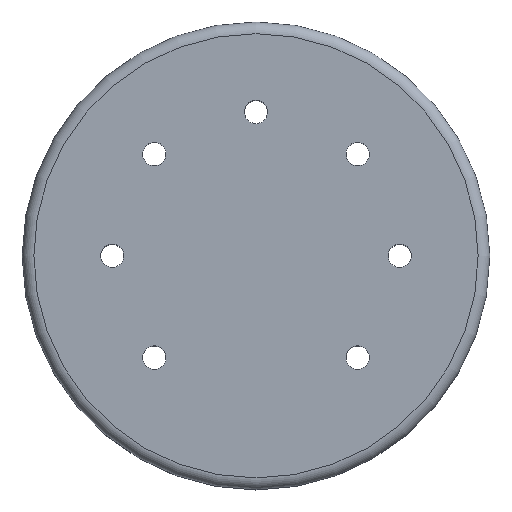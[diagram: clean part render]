
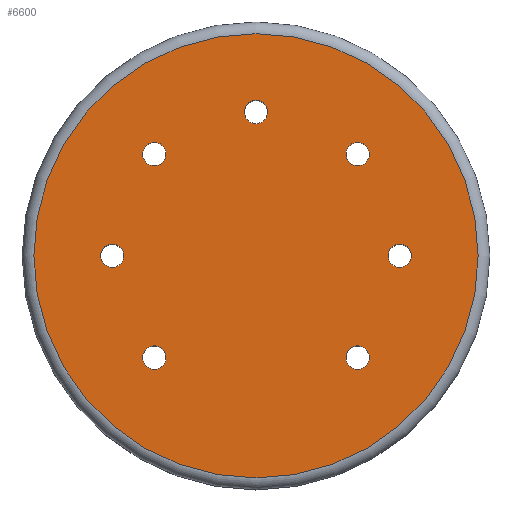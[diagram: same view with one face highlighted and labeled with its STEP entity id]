
A CAD part, top view. The second image highlights one B-rep face of the part: STEP entity #6600.
In plain terms, the highlighted planar face has unit normal (0, 0, 1).
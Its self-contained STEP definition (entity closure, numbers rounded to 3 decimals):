
#312 = CYLINDRICAL_SURFACE('',#313,0.5);
#313 = AXIS2_PLACEMENT_3D('',#314,#315,#316);
#314 = CARTESIAN_POINT('',(-4.351,-4.351,0.));
#315 = DIRECTION('',(-0.,-0.,-1.));
#316 = DIRECTION('',(1.,0.,0.));
#343 = CYLINDRICAL_SURFACE('',#344,0.5);
#344 = AXIS2_PLACEMENT_3D('',#345,#346,#347);
#345 = CARTESIAN_POINT('',(-6.153,0.,0.));
#346 = DIRECTION('',(-0.,-0.,-1.));
#347 = DIRECTION('',(1.,0.,0.));
#374 = CYLINDRICAL_SURFACE('',#375,0.5);
#375 = AXIS2_PLACEMENT_3D('',#376,#377,#378);
#376 = CARTESIAN_POINT('',(4.351,-4.351,0.));
#377 = DIRECTION('',(-0.,-0.,-1.));
#378 = DIRECTION('',(1.,0.,0.));
#440 = CYLINDRICAL_SURFACE('',#441,0.5);
#441 = AXIS2_PLACEMENT_3D('',#442,#443,#444);
#442 = CARTESIAN_POINT('',(6.153,0.,0.));
#443 = DIRECTION('',(-0.,-0.,-1.));
#444 = DIRECTION('',(1.,0.,0.));
#471 = CYLINDRICAL_SURFACE('',#472,0.5);
#472 = AXIS2_PLACEMENT_3D('',#473,#474,#475);
#473 = CARTESIAN_POINT('',(-4.351,4.351,0.));
#474 = DIRECTION('',(-0.,-0.,-1.));
#475 = DIRECTION('',(1.,0.,0.));
#502 = CYLINDRICAL_SURFACE('',#503,0.5);
#503 = AXIS2_PLACEMENT_3D('',#504,#505,#506);
#504 = CARTESIAN_POINT('',(4.351,4.351,0.));
#505 = DIRECTION('',(-0.,-0.,-1.));
#506 = DIRECTION('',(1.,0.,0.));
#533 = CYLINDRICAL_SURFACE('',#534,0.5);
#534 = AXIS2_PLACEMENT_3D('',#535,#536,#537);
#535 = CARTESIAN_POINT('',(0.,6.153,0.));
#536 = DIRECTION('',(-0.,-0.,-1.));
#537 = DIRECTION('',(1.,0.,0.));
#2573 = VERTEX_POINT('',#2574);
#2574 = CARTESIAN_POINT('',(-3.851,-4.351,9.5));
#2595 = EDGE_CURVE('',#2573,#2573,#2596,.T.);
#2596 = SURFACE_CURVE('',#2597,(#2602,#2609),.PCURVE_S1.);
#2597 = CIRCLE('',#2598,0.5);
#2598 = AXIS2_PLACEMENT_3D('',#2599,#2600,#2601);
#2599 = CARTESIAN_POINT('',(-4.351,-4.351,9.5));
#2600 = DIRECTION('',(0.,0.,1.));
#2601 = DIRECTION('',(1.,0.,0.));
#2602 = PCURVE('',#312,#2603);
#2603 = DEFINITIONAL_REPRESENTATION('',(#2604),#2608);
#2604 = LINE('',#2605,#2606);
#2605 = CARTESIAN_POINT('',(-0.,-9.5));
#2606 = VECTOR('',#2607,1.);
#2607 = DIRECTION('',(-1.,0.));
#2608 = ( GEOMETRIC_REPRESENTATION_CONTEXT(2) 
PARAMETRIC_REPRESENTATION_CONTEXT() REPRESENTATION_CONTEXT('2D SPACE',''
  ) );
#2609 = PCURVE('',#2610,#2615);
#2610 = PLANE('',#2611);
#2611 = AXIS2_PLACEMENT_3D('',#2612,#2613,#2614);
#2612 = CARTESIAN_POINT('',(0.,0.,9.5)
  );
#2613 = DIRECTION('',(0.,0.,1.));
#2614 = DIRECTION('',(1.,0.,0.));
#2615 = DEFINITIONAL_REPRESENTATION('',(#2616),#2620);
#2616 = CIRCLE('',#2617,0.5);
#2617 = AXIS2_PLACEMENT_2D('',#2618,#2619);
#2618 = CARTESIAN_POINT('',(-4.351,-4.351));
#2619 = DIRECTION('',(1.,0.));
#2620 = ( GEOMETRIC_REPRESENTATION_CONTEXT(2) 
PARAMETRIC_REPRESENTATION_CONTEXT() REPRESENTATION_CONTEXT('2D SPACE',''
  ) );
#2628 = VERTEX_POINT('',#2629);
#2629 = CARTESIAN_POINT('',(-5.653,0.,9.5));
#2650 = EDGE_CURVE('',#2628,#2628,#2651,.T.);
#2651 = SURFACE_CURVE('',#2652,(#2657,#2664),.PCURVE_S1.);
#2652 = CIRCLE('',#2653,0.5);
#2653 = AXIS2_PLACEMENT_3D('',#2654,#2655,#2656);
#2654 = CARTESIAN_POINT('',(-6.153,0.,9.5));
#2655 = DIRECTION('',(0.,0.,1.));
#2656 = DIRECTION('',(1.,0.,0.));
#2657 = PCURVE('',#343,#2658);
#2658 = DEFINITIONAL_REPRESENTATION('',(#2659),#2663);
#2659 = LINE('',#2660,#2661);
#2660 = CARTESIAN_POINT('',(-0.,-9.5));
#2661 = VECTOR('',#2662,1.);
#2662 = DIRECTION('',(-1.,0.));
#2663 = ( GEOMETRIC_REPRESENTATION_CONTEXT(2) 
PARAMETRIC_REPRESENTATION_CONTEXT() REPRESENTATION_CONTEXT('2D SPACE',''
  ) );
#2664 = PCURVE('',#2610,#2665);
#2665 = DEFINITIONAL_REPRESENTATION('',(#2666),#2670);
#2666 = CIRCLE('',#2667,0.5);
#2667 = AXIS2_PLACEMENT_2D('',#2668,#2669);
#2668 = CARTESIAN_POINT('',(-6.153,0.));
#2669 = DIRECTION('',(1.,0.));
#2670 = ( GEOMETRIC_REPRESENTATION_CONTEXT(2) 
PARAMETRIC_REPRESENTATION_CONTEXT() REPRESENTATION_CONTEXT('2D SPACE',''
  ) );
#2678 = VERTEX_POINT('',#2679);
#2679 = CARTESIAN_POINT('',(4.851,-4.351,9.5));
#2700 = EDGE_CURVE('',#2678,#2678,#2701,.T.);
#2701 = SURFACE_CURVE('',#2702,(#2707,#2714),.PCURVE_S1.);
#2702 = CIRCLE('',#2703,0.5);
#2703 = AXIS2_PLACEMENT_3D('',#2704,#2705,#2706);
#2704 = CARTESIAN_POINT('',(4.351,-4.351,9.5));
#2705 = DIRECTION('',(0.,0.,1.));
#2706 = DIRECTION('',(1.,0.,0.));
#2707 = PCURVE('',#374,#2708);
#2708 = DEFINITIONAL_REPRESENTATION('',(#2709),#2713);
#2709 = LINE('',#2710,#2711);
#2710 = CARTESIAN_POINT('',(-0.,-9.5));
#2711 = VECTOR('',#2712,1.);
#2712 = DIRECTION('',(-1.,0.));
#2713 = ( GEOMETRIC_REPRESENTATION_CONTEXT(2) 
PARAMETRIC_REPRESENTATION_CONTEXT() REPRESENTATION_CONTEXT('2D SPACE',''
  ) );
#2714 = PCURVE('',#2610,#2715);
#2715 = DEFINITIONAL_REPRESENTATION('',(#2716),#2720);
#2716 = CIRCLE('',#2717,0.5);
#2717 = AXIS2_PLACEMENT_2D('',#2718,#2719);
#2718 = CARTESIAN_POINT('',(4.351,-4.351));
#2719 = DIRECTION('',(1.,0.));
#2720 = ( GEOMETRIC_REPRESENTATION_CONTEXT(2) 
PARAMETRIC_REPRESENTATION_CONTEXT() REPRESENTATION_CONTEXT('2D SPACE',''
  ) );
#2793 = VERTEX_POINT('',#2794);
#2794 = CARTESIAN_POINT('',(6.653,0.,9.5));
#2815 = EDGE_CURVE('',#2793,#2793,#2816,.T.);
#2816 = SURFACE_CURVE('',#2817,(#2822,#2829),.PCURVE_S1.);
#2817 = CIRCLE('',#2818,0.5);
#2818 = AXIS2_PLACEMENT_3D('',#2819,#2820,#2821);
#2819 = CARTESIAN_POINT('',(6.153,0.,9.5));
#2820 = DIRECTION('',(0.,0.,1.));
#2821 = DIRECTION('',(1.,0.,0.));
#2822 = PCURVE('',#440,#2823);
#2823 = DEFINITIONAL_REPRESENTATION('',(#2824),#2828);
#2824 = LINE('',#2825,#2826);
#2825 = CARTESIAN_POINT('',(-0.,-9.5));
#2826 = VECTOR('',#2827,1.);
#2827 = DIRECTION('',(-1.,0.));
#2828 = ( GEOMETRIC_REPRESENTATION_CONTEXT(2) 
PARAMETRIC_REPRESENTATION_CONTEXT() REPRESENTATION_CONTEXT('2D SPACE',''
  ) );
#2829 = PCURVE('',#2610,#2830);
#2830 = DEFINITIONAL_REPRESENTATION('',(#2831),#2835);
#2831 = CIRCLE('',#2832,0.5);
#2832 = AXIS2_PLACEMENT_2D('',#2833,#2834);
#2833 = CARTESIAN_POINT('',(6.153,0.));
#2834 = DIRECTION('',(1.,0.));
#2835 = ( GEOMETRIC_REPRESENTATION_CONTEXT(2) 
PARAMETRIC_REPRESENTATION_CONTEXT() REPRESENTATION_CONTEXT('2D SPACE',''
  ) );
#2843 = VERTEX_POINT('',#2844);
#2844 = CARTESIAN_POINT('',(-3.851,4.351,9.5));
#2865 = EDGE_CURVE('',#2843,#2843,#2866,.T.);
#2866 = SURFACE_CURVE('',#2867,(#2872,#2879),.PCURVE_S1.);
#2867 = CIRCLE('',#2868,0.5);
#2868 = AXIS2_PLACEMENT_3D('',#2869,#2870,#2871);
#2869 = CARTESIAN_POINT('',(-4.351,4.351,9.5));
#2870 = DIRECTION('',(0.,0.,1.));
#2871 = DIRECTION('',(1.,0.,0.));
#2872 = PCURVE('',#471,#2873);
#2873 = DEFINITIONAL_REPRESENTATION('',(#2874),#2878);
#2874 = LINE('',#2875,#2876);
#2875 = CARTESIAN_POINT('',(-0.,-9.5));
#2876 = VECTOR('',#2877,1.);
#2877 = DIRECTION('',(-1.,0.));
#2878 = ( GEOMETRIC_REPRESENTATION_CONTEXT(2) 
PARAMETRIC_REPRESENTATION_CONTEXT() REPRESENTATION_CONTEXT('2D SPACE',''
  ) );
#2879 = PCURVE('',#2610,#2880);
#2880 = DEFINITIONAL_REPRESENTATION('',(#2881),#2885);
#2881 = CIRCLE('',#2882,0.5);
#2882 = AXIS2_PLACEMENT_2D('',#2883,#2884);
#2883 = CARTESIAN_POINT('',(-4.351,4.351));
#2884 = DIRECTION('',(1.,0.));
#2885 = ( GEOMETRIC_REPRESENTATION_CONTEXT(2) 
PARAMETRIC_REPRESENTATION_CONTEXT() REPRESENTATION_CONTEXT('2D SPACE',''
  ) );
#2893 = VERTEX_POINT('',#2894);
#2894 = CARTESIAN_POINT('',(4.851,4.351,9.5));
#2915 = EDGE_CURVE('',#2893,#2893,#2916,.T.);
#2916 = SURFACE_CURVE('',#2917,(#2922,#2929),.PCURVE_S1.);
#2917 = CIRCLE('',#2918,0.5);
#2918 = AXIS2_PLACEMENT_3D('',#2919,#2920,#2921);
#2919 = CARTESIAN_POINT('',(4.351,4.351,9.5));
#2920 = DIRECTION('',(0.,0.,1.));
#2921 = DIRECTION('',(1.,0.,0.));
#2922 = PCURVE('',#502,#2923);
#2923 = DEFINITIONAL_REPRESENTATION('',(#2924),#2928);
#2924 = LINE('',#2925,#2926);
#2925 = CARTESIAN_POINT('',(-0.,-9.5));
#2926 = VECTOR('',#2927,1.);
#2927 = DIRECTION('',(-1.,0.));
#2928 = ( GEOMETRIC_REPRESENTATION_CONTEXT(2) 
PARAMETRIC_REPRESENTATION_CONTEXT() REPRESENTATION_CONTEXT('2D SPACE',''
  ) );
#2929 = PCURVE('',#2610,#2930);
#2930 = DEFINITIONAL_REPRESENTATION('',(#2931),#2935);
#2931 = CIRCLE('',#2932,0.5);
#2932 = AXIS2_PLACEMENT_2D('',#2933,#2934);
#2933 = CARTESIAN_POINT('',(4.351,4.351));
#2934 = DIRECTION('',(1.,0.));
#2935 = ( GEOMETRIC_REPRESENTATION_CONTEXT(2) 
PARAMETRIC_REPRESENTATION_CONTEXT() REPRESENTATION_CONTEXT('2D SPACE',''
  ) );
#2943 = VERTEX_POINT('',#2944);
#2944 = CARTESIAN_POINT('',(0.5,6.153,9.5));
#2965 = EDGE_CURVE('',#2943,#2943,#2966,.T.);
#2966 = SURFACE_CURVE('',#2967,(#2972,#2979),.PCURVE_S1.);
#2967 = CIRCLE('',#2968,0.5);
#2968 = AXIS2_PLACEMENT_3D('',#2969,#2970,#2971);
#2969 = CARTESIAN_POINT('',(0.,6.153,9.5));
#2970 = DIRECTION('',(0.,0.,1.));
#2971 = DIRECTION('',(1.,0.,0.));
#2972 = PCURVE('',#533,#2973);
#2973 = DEFINITIONAL_REPRESENTATION('',(#2974),#2978);
#2974 = LINE('',#2975,#2976);
#2975 = CARTESIAN_POINT('',(-0.,-9.5));
#2976 = VECTOR('',#2977,1.);
#2977 = DIRECTION('',(-1.,0.));
#2978 = ( GEOMETRIC_REPRESENTATION_CONTEXT(2) 
PARAMETRIC_REPRESENTATION_CONTEXT() REPRESENTATION_CONTEXT('2D SPACE',''
  ) );
#2979 = PCURVE('',#2610,#2980);
#2980 = DEFINITIONAL_REPRESENTATION('',(#2981),#2985);
#2981 = CIRCLE('',#2982,0.5);
#2982 = AXIS2_PLACEMENT_2D('',#2983,#2984);
#2983 = CARTESIAN_POINT('',(0.,6.153));
#2984 = DIRECTION('',(1.,0.));
#2985 = ( GEOMETRIC_REPRESENTATION_CONTEXT(2) 
PARAMETRIC_REPRESENTATION_CONTEXT() REPRESENTATION_CONTEXT('2D SPACE',''
  ) );
#6270 = TOROIDAL_SURFACE('',#6271,9.5,0.5);
#6271 = AXIS2_PLACEMENT_3D('',#6272,#6273,#6274);
#6272 = CARTESIAN_POINT('',(0.,0.,9.));
#6273 = DIRECTION('',(0.,0.,1.));
#6274 = DIRECTION('',(1.,0.,0.));
#6600 = ADVANCED_FACE('',(#6601,#6627,#6630,#6633,#6636,#6639,#6642,
    #6645),#2610,.T.);
#6601 = FACE_BOUND('',#6602,.T.);
#6602 = EDGE_LOOP('',(#6603));
#6603 = ORIENTED_EDGE('',*,*,#6604,.T.);
#6604 = EDGE_CURVE('',#6605,#6605,#6607,.T.);
#6605 = VERTEX_POINT('',#6606);
#6606 = CARTESIAN_POINT('',(9.5,0.,9.5));
#6607 = SURFACE_CURVE('',#6608,(#6613,#6620),.PCURVE_S1.);
#6608 = CIRCLE('',#6609,9.5);
#6609 = AXIS2_PLACEMENT_3D('',#6610,#6611,#6612);
#6610 = CARTESIAN_POINT('',(0.,0.,9.5));
#6611 = DIRECTION('',(0.,0.,1.));
#6612 = DIRECTION('',(1.,0.,0.));
#6613 = PCURVE('',#2610,#6614);
#6614 = DEFINITIONAL_REPRESENTATION('',(#6615),#6619);
#6615 = CIRCLE('',#6616,9.5);
#6616 = AXIS2_PLACEMENT_2D('',#6617,#6618);
#6617 = CARTESIAN_POINT('',(0.,0.));
#6618 = DIRECTION('',(1.,0.));
#6619 = ( GEOMETRIC_REPRESENTATION_CONTEXT(2) 
PARAMETRIC_REPRESENTATION_CONTEXT() REPRESENTATION_CONTEXT('2D SPACE',''
  ) );
#6620 = PCURVE('',#6270,#6621);
#6621 = DEFINITIONAL_REPRESENTATION('',(#6622),#6626);
#6622 = LINE('',#6623,#6624);
#6623 = CARTESIAN_POINT('',(0.,1.571));
#6624 = VECTOR('',#6625,1.);
#6625 = DIRECTION('',(1.,0.));
#6626 = ( GEOMETRIC_REPRESENTATION_CONTEXT(2) 
PARAMETRIC_REPRESENTATION_CONTEXT() REPRESENTATION_CONTEXT('2D SPACE',''
  ) );
#6627 = FACE_BOUND('',#6628,.T.);
#6628 = EDGE_LOOP('',(#6629));
#6629 = ORIENTED_EDGE('',*,*,#2865,.F.);
#6630 = FACE_BOUND('',#6631,.T.);
#6631 = EDGE_LOOP('',(#6632));
#6632 = ORIENTED_EDGE('',*,*,#2965,.F.);
#6633 = FACE_BOUND('',#6634,.T.);
#6634 = EDGE_LOOP('',(#6635));
#6635 = ORIENTED_EDGE('',*,*,#2915,.F.);
#6636 = FACE_BOUND('',#6637,.T.);
#6637 = EDGE_LOOP('',(#6638));
#6638 = ORIENTED_EDGE('',*,*,#2595,.F.);
#6639 = FACE_BOUND('',#6640,.T.);
#6640 = EDGE_LOOP('',(#6641));
#6641 = ORIENTED_EDGE('',*,*,#2700,.F.);
#6642 = FACE_BOUND('',#6643,.T.);
#6643 = EDGE_LOOP('',(#6644));
#6644 = ORIENTED_EDGE('',*,*,#2650,.F.);
#6645 = FACE_BOUND('',#6646,.T.);
#6646 = EDGE_LOOP('',(#6647));
#6647 = ORIENTED_EDGE('',*,*,#2815,.F.);
